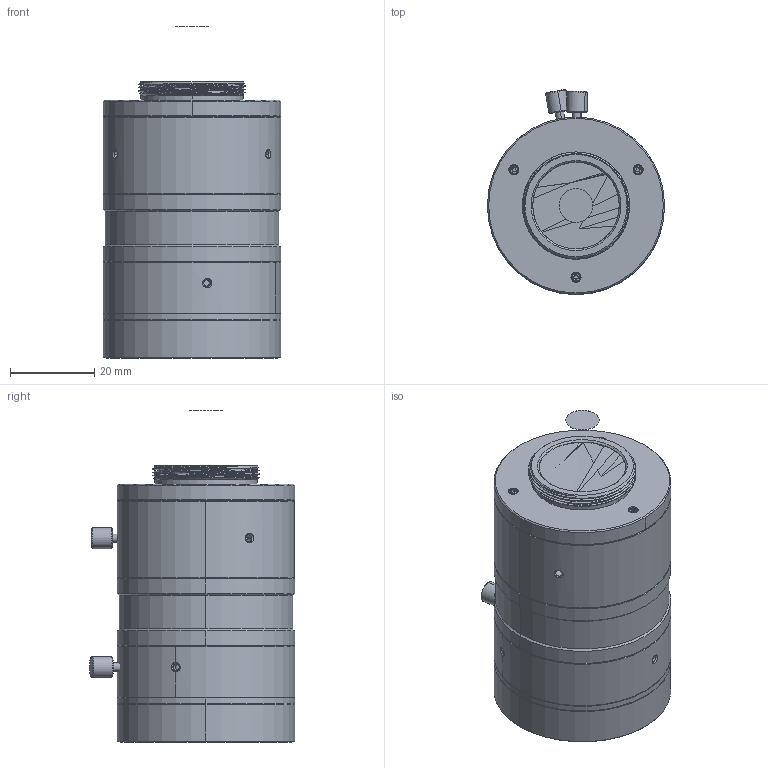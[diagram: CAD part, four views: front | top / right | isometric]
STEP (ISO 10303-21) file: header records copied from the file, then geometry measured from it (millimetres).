
FILE_DESCRIPTION (( 'STEP AP214' ), '1' );
FILE_NAME ('VA-LCM-25MP-50MM-F2.4-120_3D_Modeling.STEP', '2022-08-16T03:16:19', ( 'DH' ), ( '' ), 'SwSTEP 2.0', 'SolidWorks 2016', '' );
FILE_SCHEMA (( 'AUTOMOTIVE_DESIGN' ));
Length unit declared in the file: millimetre
Products named in the file (21): VA-LCM-25MP-50MM-F2.4-120-106; VA-LCM-25MP-50MM-F2.4-120-104; VA-LCM-25MP-50MM-F2.4-120-105; VA-LCM-25MP-50MM-F2.4-120-509; VA-LCM-25MP-50MM-F2.4-120-109; VA-LCM-25MP-50MM-F2.4-120-301; VA-LCM-25MP-50MM-F2.4-120-504; VA-LCM-25MP-50MM-F2.4-120-02_ASM; VA-LCM-25MP-50MM-F2.4-120-303; VA-LCM-25MP-50MM-F2.4-120-122_ASM; VA-LCM-25MP-50MM-F2.4-120-505; VA-LCM-25MP-50MM-F2.4-120-G11; VA-LCM-25MP-50MM-F2.4-120_3D_Modeling; VA-LCM-25MP-50MM-F2.4-120-102; VA-LCM-25MP-50MM-F2.4-120-XM; VA-LCM-25MP-50MM-F2.4-120-107; VA-LCM-25MP-50MM-F2.4-120-G1; VA-LCM-25MP-50MM-F2.4-120-502; VA-LCM-25MP-50MM-F2.4-120-101; VA-LCM-25MP-50MM-F2.4-120-A-502; VA-LCM-25MP-50MM-F2.4-120-103
Assembly tree (28 placements, depth 4):
  VA-LCM-25MP-50MM-F2.4-120_3D_Modeling
    VA-LCM-25MP-50MM-F2.4-120-XM
    VA-LCM-25MP-50MM-F2.4-120-103
    VA-LCM-25MP-50MM-F2.4-120-101
    VA-LCM-25MP-50MM-F2.4-120-G1
    VA-LCM-25MP-50MM-F2.4-120-107
    VA-LCM-25MP-50MM-F2.4-120-102
    VA-LCM-25MP-50MM-F2.4-120-02_ASM
      VA-LCM-25MP-50MM-F2.4-120-122_ASM
        VA-LCM-25MP-50MM-F2.4-120-G11
        VA-LCM-25MP-50MM-F2.4-120-303
    VA-LCM-25MP-50MM-F2.4-120-301
    VA-LCM-25MP-50MM-F2.4-120-104
    VA-LCM-25MP-50MM-F2.4-120-105
    VA-LCM-25MP-50MM-F2.4-120-106
    VA-LCM-25MP-50MM-F2.4-120-509  x4
    VA-LCM-25MP-50MM-F2.4-120-502  x3
    VA-LCM-25MP-50MM-F2.4-120-504
    VA-LCM-25MP-50MM-F2.4-120-A-502  x3
    VA-LCM-25MP-50MM-F2.4-120-505  x2
    VA-LCM-25MP-50MM-F2.4-120-109
Bounding box: 42 x 48.63 x 78.7 mm (x, y, z)
Volume: 33675.2 mm3; surface area: 43901 mm2
Topology: 24 solids, 26 shells, 828 faces, 2036 edges, 1282 vertices
Faces by surface type: cylinder 263, cone 217, plane 190, bspline 158
Entity records: 31780 total; most frequent: CARTESIAN_POINT 16619, ORIENTED_EDGE 3130, DIRECTION 2681, EDGE_CURVE 1568, AXIS2_PLACEMENT_3D 1042, VERTEX_POINT 996, EDGE_LOOP 738, ADVANCED_FACE 639
